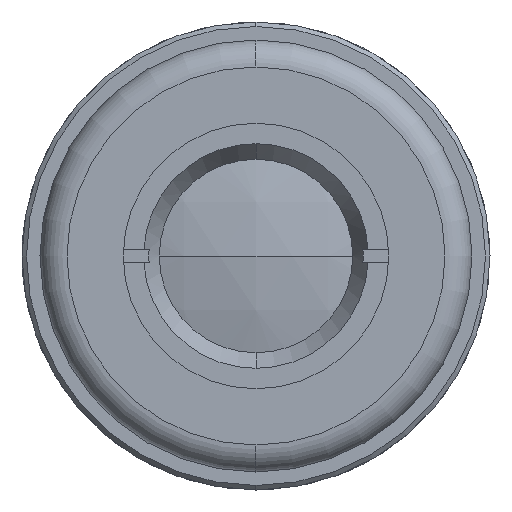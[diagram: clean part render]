
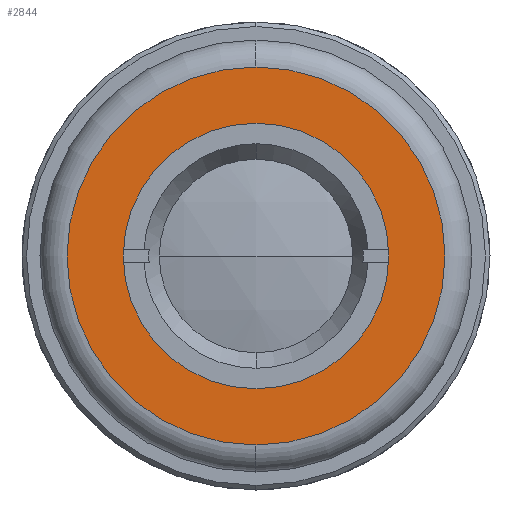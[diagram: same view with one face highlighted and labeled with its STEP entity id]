
A CAD part, left-side view. The second image highlights one B-rep face of the part: STEP entity #2844.
In plain terms, the highlighted planar face has unit normal (-1, 0, 0).
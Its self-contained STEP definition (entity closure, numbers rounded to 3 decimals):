
#150 = EDGE_CURVE ( 'NONE', #1618, #295, #3234, .T. ) ;
#176 = DIRECTION ( 'NONE',  ( 0., 0., -1. ) ) ;
#229 = CARTESIAN_POINT ( 'NONE',  ( -33.9, 0., 0. ) ) ;
#295 = VERTEX_POINT ( 'NONE', #921 ) ;
#535 = FACE_BOUND ( 'NONE', #1693, .T. ) ;
#709 = DIRECTION ( 'NONE',  ( 0., 0., 1. ) ) ;
#848 = CARTESIAN_POINT ( 'NONE',  ( -33.9, 0., 0. ) ) ;
#921 = CARTESIAN_POINT ( 'NONE',  ( -33.9, 0., 21. ) ) ;
#1007 = DIRECTION ( 'NONE',  ( -1., 0., 0. ) ) ;
#1031 = DIRECTION ( 'NONE',  ( 0., 0., -1. ) ) ;
#1115 = ORIENTED_EDGE ( 'NONE', *, *, #1922, .F. ) ;
#1219 = VERTEX_POINT ( 'NONE', #2989 ) ;
#1238 = DIRECTION ( 'NONE',  ( -1., 0., 0. ) ) ;
#1258 = CIRCLE ( 'NONE', #3374, 21. ) ;
#1326 = PLANE ( 'NONE',  #1836 ) ;
#1357 = DIRECTION ( 'NONE',  ( 0., 0., -1. ) ) ;
#1493 = ORIENTED_EDGE ( 'NONE', *, *, #150, .T. ) ;
#1618 = VERTEX_POINT ( 'NONE', #1977 ) ;
#1693 = EDGE_LOOP ( 'NONE', ( #2578, #1115 ) ) ;
#1836 = AXIS2_PLACEMENT_3D ( 'NONE', #2477, #3641, #1031 ) ;
#1862 = CARTESIAN_POINT ( 'NONE',  ( -33.9, 0., 0. ) ) ;
#1922 = EDGE_CURVE ( 'NONE', #1219, #3611, #2727, .T. ) ;
#1931 = EDGE_LOOP ( 'NONE', ( #1493, #2168 ) ) ;
#1952 = AXIS2_PLACEMENT_3D ( 'NONE', #3559, #1238, #709 ) ;
#1977 = CARTESIAN_POINT ( 'NONE',  ( -33.9, 0., -21. ) ) ;
#2144 = AXIS2_PLACEMENT_3D ( 'NONE', #229, #2750, #176 ) ;
#2168 = ORIENTED_EDGE ( 'NONE', *, *, #3248, .T. ) ;
#2224 = EDGE_CURVE ( 'NONE', #3611, #1219, #3533, .T. ) ;
#2477 = CARTESIAN_POINT ( 'NONE',  ( -33.9, 24., 0. ) ) ;
#2578 = ORIENTED_EDGE ( 'NONE', *, *, #2224, .F. ) ;
#2727 = CIRCLE ( 'NONE', #3594, 14.75 ) ;
#2750 = DIRECTION ( 'NONE',  ( -1., 0., 0. ) ) ;
#2844 = ADVANCED_FACE ( 'NONE', ( #3426, #535 ), #1326, .F. ) ;
#2989 = CARTESIAN_POINT ( 'NONE',  ( -33.9, 0., -14.75 ) ) ;
#3125 = DIRECTION ( 'NONE',  ( -1., 0., 0. ) ) ;
#3234 = CIRCLE ( 'NONE', #2144, 21. ) ;
#3248 = EDGE_CURVE ( 'NONE', #295, #1618, #1258, .T. ) ;
#3374 = AXIS2_PLACEMENT_3D ( 'NONE', #1862, #1007, #1357 ) ;
#3426 = FACE_OUTER_BOUND ( 'NONE', #1931, .T. ) ;
#3533 = CIRCLE ( 'NONE', #1952, 14.75 ) ;
#3559 = CARTESIAN_POINT ( 'NONE',  ( -33.9, 0., 0. ) ) ;
#3575 = CARTESIAN_POINT ( 'NONE',  ( -33.9, 0., 14.75 ) ) ;
#3594 = AXIS2_PLACEMENT_3D ( 'NONE', #848, #3125, #3688 ) ;
#3611 = VERTEX_POINT ( 'NONE', #3575 ) ;
#3641 = DIRECTION ( 'NONE',  ( 1., 0., 0. ) ) ;
#3688 = DIRECTION ( 'NONE',  ( 0., 0., 1. ) ) ;
